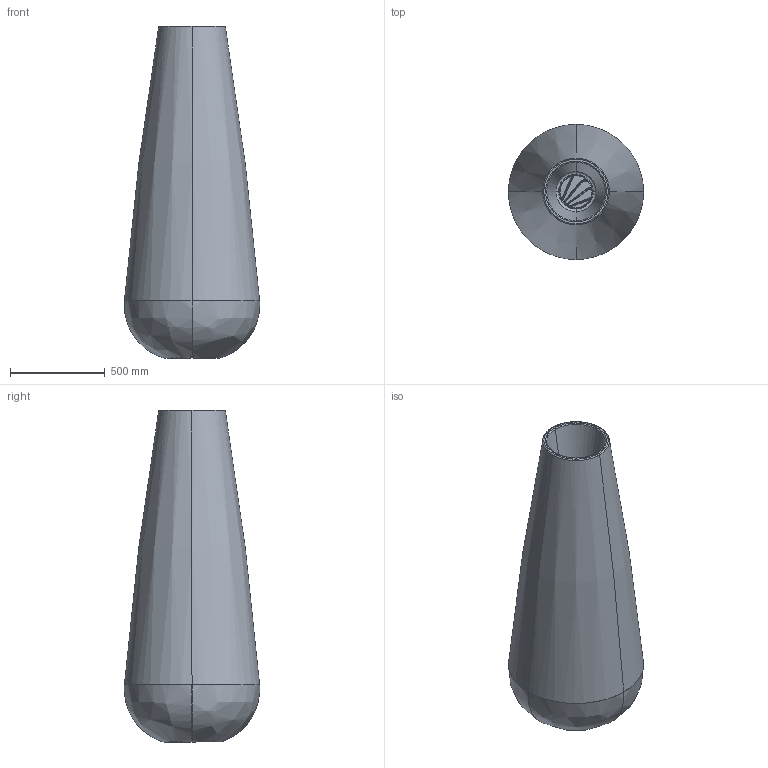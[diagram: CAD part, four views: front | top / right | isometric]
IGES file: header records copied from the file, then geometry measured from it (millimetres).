
Start section: START RECORD GO HERE.
Global section: file name: 05_buba-buba light_euro3plast.igs; native system: IBM CATIA IGES - CATIA Version 5 Release 18 ; preprocessor: CATIA Version 5 Release 18 ; author: alberto_brogliato; organization: DOMAIN; date: 20100219.163133; units: millimetre
Bounding box: 713.6 x 714.01 x 1750 mm (x, y, z)
Surface area: 3630730.6 mm2 (no closed solid volume)
Topology: 0 solids, 0 shells, 275 faces, 1257 edges, 1253 vertices
Faces by surface type: bspline 275
